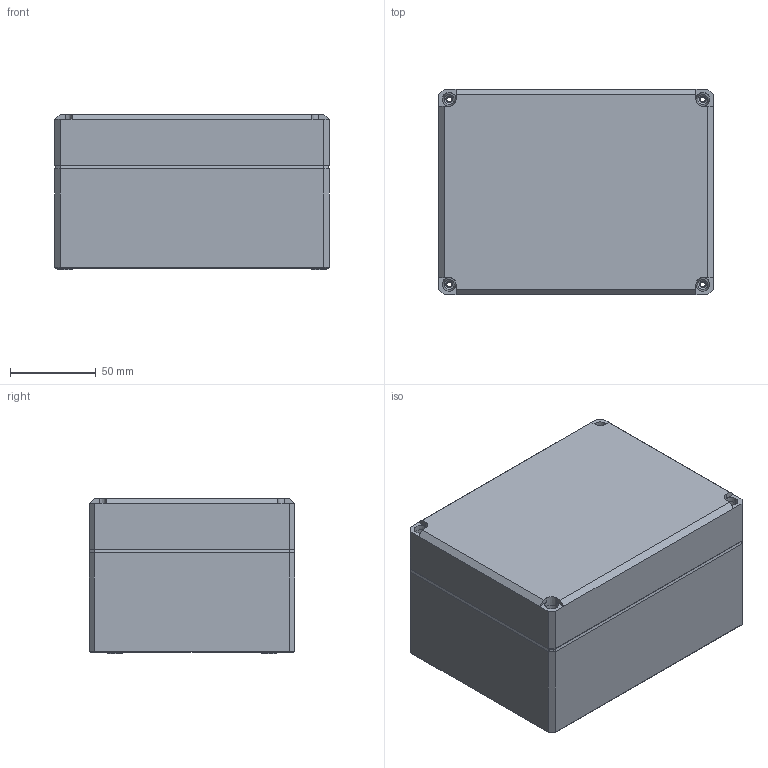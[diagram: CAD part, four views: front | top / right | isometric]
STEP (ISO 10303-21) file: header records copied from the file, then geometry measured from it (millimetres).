
FILE_DESCRIPTION((''),'2;1');
FILE_NAME('DPCP121609T_ASM','2011-04-05T',('pasi_koskela'),(''),'PRO/ENGINEER BY PARAMETRIC TECHNOLOGY CORPORATION, 2010140','PRO/ENGINEER BY PARAMETRIC TECHNOLOGY CORPORATION, 2010140','');
FILE_SCHEMA(('AUTOMOTIVE_DESIGN_CC2 { 1 2 10303 214 -1 1 5 2 }'));
Length unit declared in the file: millimetre
Products named in the file (3): DPCP121606B; DPCT121603L; DPCP121609T_ASM
Assembly tree (2 placements, depth 2):
  DPCP121609T_ASM
    DPCP121606B
    DPCT121603L
Bounding box: 160 x 120 x 91 mm (x, y, z)
Volume: 299748.7 mm3; surface area: 202535.1 mm2
Topology: 2 solids, 2 shells, 967 faces, 2409 edges, 1506 vertices
Faces by surface type: plane 347, cylinder 228, cone 160, torus 108, bspline 108, sphere 16
Entity records: 46478 total; most frequent: CARTESIAN_POINT 16583, ORIENTED_EDGE 4818, DIRECTION 4461, PRESENTATION_STYLE_ASSIGNMENT 2411, STYLED_ITEM 2411, CURVE_STYLE 2409, EDGE_CURVE 2409, AXIS2_PLACEMENT_3D 1648
